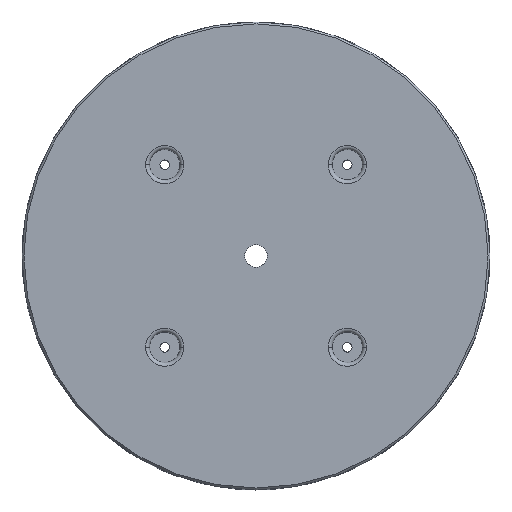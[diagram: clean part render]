
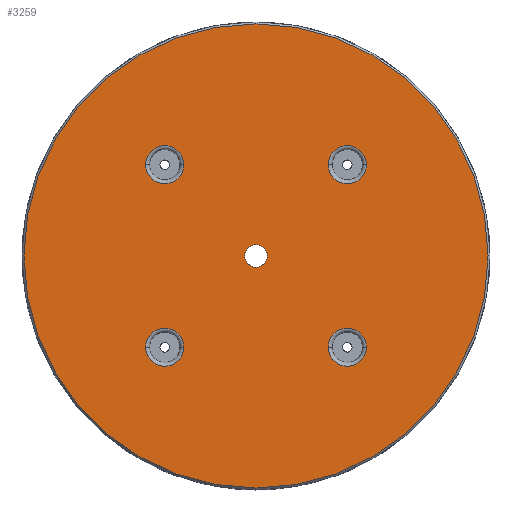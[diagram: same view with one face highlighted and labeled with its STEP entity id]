
A CAD part, top view. The second image highlights one B-rep face of the part: STEP entity #3259.
In plain terms, the highlighted planar face has unit normal (0, 0, 1).
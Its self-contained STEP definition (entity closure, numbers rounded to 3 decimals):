
#93 = CARTESIAN_POINT ( 'NONE',  ( -122., 0., 29. ) ) ;
#101 = FACE_BOUND ( 'NONE', #431, .T. ) ;
#171 = DIRECTION ( 'NONE',  ( 0., 0., -1. ) ) ;
#176 = CARTESIAN_POINT ( 'NONE',  ( 0., 0., 29. ) ) ;
#203 = DIRECTION ( 'NONE',  ( 0., 0., -1. ) ) ;
#257 = DIRECTION ( 'NONE',  ( 0., 0., 1. ) ) ;
#274 = CIRCLE ( 'NONE', #4083, 10. ) ;
#324 = FACE_BOUND ( 'NONE', #3287, .T. ) ;
#362 = CIRCLE ( 'NONE', #3419, 10. ) ;
#431 = EDGE_LOOP ( 'NONE', ( #929, #3252 ) ) ;
#444 = AXIS2_PLACEMENT_3D ( 'NONE', #176, #2117, #3731 ) ;
#479 = DIRECTION ( 'NONE',  ( 1., 0., 0. ) ) ;
#537 = DIRECTION ( 'NONE',  ( 1., 0., 0. ) ) ;
#563 = ORIENTED_EDGE ( 'NONE', *, *, #3156, .T. ) ;
#579 = CARTESIAN_POINT ( 'NONE',  ( -58., -48., 29. ) ) ;
#627 = CIRCLE ( 'NONE', #922, 10. ) ;
#674 = CIRCLE ( 'NONE', #4043, 10. ) ;
#731 = VERTEX_POINT ( 'NONE', #93 ) ;
#834 = VERTEX_POINT ( 'NONE', #850 ) ;
#850 = CARTESIAN_POINT ( 'NONE',  ( 38., -48., 29. ) ) ;
#858 = ORIENTED_EDGE ( 'NONE', *, *, #2317, .T. ) ;
#871 = ORIENTED_EDGE ( 'NONE', *, *, #1023, .T. ) ;
#917 = DIRECTION ( 'NONE',  ( 1., 0., 0. ) ) ;
#922 = AXIS2_PLACEMENT_3D ( 'NONE', #2561, #3163, #2836 ) ;
#924 = VERTEX_POINT ( 'NONE', #1454 ) ;
#929 = ORIENTED_EDGE ( 'NONE', *, *, #2564, .F. ) ;
#945 = AXIS2_PLACEMENT_3D ( 'NONE', #3369, #1723, #2421 ) ;
#957 = VERTEX_POINT ( 'NONE', #579 ) ;
#970 = VERTEX_POINT ( 'NONE', #4180 ) ;
#1023 = EDGE_CURVE ( 'NONE', #1264, #957, #1397, .T. ) ;
#1056 = CIRCLE ( 'NONE', #1968, 122. ) ;
#1156 = CARTESIAN_POINT ( 'NONE',  ( 0., 0., 29. ) ) ;
#1235 = DIRECTION ( 'NONE',  ( 0., 0., -1. ) ) ;
#1252 = DIRECTION ( 'NONE',  ( 1., 0., 0. ) ) ;
#1255 = CARTESIAN_POINT ( 'NONE',  ( -48., -48., 29. ) ) ;
#1264 = VERTEX_POINT ( 'NONE', #2203 ) ;
#1340 = CARTESIAN_POINT ( 'NONE',  ( 58., -48., 29. ) ) ;
#1343 = CARTESIAN_POINT ( 'NONE',  ( 38., 48., 29. ) ) ;
#1397 = CIRCLE ( 'NONE', #4002, 10. ) ;
#1445 = ORIENTED_EDGE ( 'NONE', *, *, #3372, .T. ) ;
#1454 = CARTESIAN_POINT ( 'NONE',  ( 6., 0., 29. ) ) ;
#1485 = CARTESIAN_POINT ( 'NONE',  ( -48., 48., 29. ) ) ;
#1563 = DIRECTION ( 'NONE',  ( 0., 0., 1. ) ) ;
#1570 = ORIENTED_EDGE ( 'NONE', *, *, #2219, .T. ) ;
#1572 = CARTESIAN_POINT ( 'NONE',  ( -48., -48., 29. ) ) ;
#1595 = DIRECTION ( 'NONE',  ( 1., 0., 0. ) ) ;
#1598 = CARTESIAN_POINT ( 'NONE',  ( 0., 0., 29. ) ) ;
#1629 = FACE_BOUND ( 'NONE', #3346, .T. ) ;
#1677 = EDGE_CURVE ( 'NONE', #834, #3627, #2559, .T. ) ;
#1723 = DIRECTION ( 'NONE',  ( 0., 0., -1. ) ) ;
#1772 = EDGE_CURVE ( 'NONE', #957, #1264, #674, .T. ) ;
#1813 = AXIS2_PLACEMENT_3D ( 'NONE', #1156, #3759, #1819 ) ;
#1819 = DIRECTION ( 'NONE',  ( 1., 0., 0. ) ) ;
#1850 = CARTESIAN_POINT ( 'NONE',  ( -58., 48., 29. ) ) ;
#1968 = AXIS2_PLACEMENT_3D ( 'NONE', #3170, #2194, #537 ) ;
#1973 = EDGE_LOOP ( 'NONE', ( #871, #4158 ) ) ;
#1987 = VERTEX_POINT ( 'NONE', #1343 ) ;
#2080 = CIRCLE ( 'NONE', #945, 10. ) ;
#2117 = DIRECTION ( 'NONE',  ( 0., 0., 1. ) ) ;
#2194 = DIRECTION ( 'NONE',  ( 0., 0., 1. ) ) ;
#2203 = CARTESIAN_POINT ( 'NONE',  ( -38., -48., 29. ) ) ;
#2219 = EDGE_CURVE ( 'NONE', #3627, #834, #362, .T. ) ;
#2221 = CARTESIAN_POINT ( 'NONE',  ( 58., 48., 29. ) ) ;
#2226 = AXIS2_PLACEMENT_3D ( 'NONE', #3077, #171, #479 ) ;
#2292 = EDGE_CURVE ( 'NONE', #3748, #924, #4023, .T. ) ;
#2303 = DIRECTION ( 'NONE',  ( 0., 0., -1. ) ) ;
#2312 = VERTEX_POINT ( 'NONE', #2221 ) ;
#2317 = EDGE_CURVE ( 'NONE', #731, #2870, #3710, .T. ) ;
#2391 = EDGE_LOOP ( 'NONE', ( #858, #1445 ) ) ;
#2418 = EDGE_LOOP ( 'NONE', ( #563, #2538 ) ) ;
#2421 = DIRECTION ( 'NONE',  ( 1., 0., 0. ) ) ;
#2520 = CARTESIAN_POINT ( 'NONE',  ( 0., 0., 29. ) ) ;
#2538 = ORIENTED_EDGE ( 'NONE', *, *, #4044, .T. ) ;
#2549 = DIRECTION ( 'NONE',  ( 1., 0., 0. ) ) ;
#2559 = CIRCLE ( 'NONE', #3896, 10. ) ;
#2561 = CARTESIAN_POINT ( 'NONE',  ( -48., 48., 29. ) ) ;
#2564 = EDGE_CURVE ( 'NONE', #924, #3748, #2890, .T. ) ;
#2572 = DIRECTION ( 'NONE',  ( 1., 0., 0. ) ) ;
#2678 = ORIENTED_EDGE ( 'NONE', *, *, #3825, .T. ) ;
#2689 = FACE_BOUND ( 'NONE', #1973, .T. ) ;
#2703 = CARTESIAN_POINT ( 'NONE',  ( -6., 0., 29. ) ) ;
#2772 = ORIENTED_EDGE ( 'NONE', *, *, #3235, .T. ) ;
#2800 = FACE_OUTER_BOUND ( 'NONE', #2391, .T. ) ;
#2828 = DIRECTION ( 'NONE',  ( 0., 0., -1. ) ) ;
#2836 = DIRECTION ( 'NONE',  ( 1., 0., 0. ) ) ;
#2870 = VERTEX_POINT ( 'NONE', #3811 ) ;
#2890 = CIRCLE ( 'NONE', #444, 6. ) ;
#3077 = CARTESIAN_POINT ( 'NONE',  ( 48., 48., 29. ) ) ;
#3156 = EDGE_CURVE ( 'NONE', #2312, #1987, #2080, .T. ) ;
#3163 = DIRECTION ( 'NONE',  ( 0., 0., -1. ) ) ;
#3170 = CARTESIAN_POINT ( 'NONE',  ( 0., 0., 29. ) ) ;
#3200 = CARTESIAN_POINT ( 'NONE',  ( 48., -48., 29. ) ) ;
#3229 = DIRECTION ( 'NONE',  ( 1., 0., 0. ) ) ;
#3235 = EDGE_CURVE ( 'NONE', #4230, #970, #274, .T. ) ;
#3252 = ORIENTED_EDGE ( 'NONE', *, *, #2292, .F. ) ;
#3259 = ADVANCED_FACE ( 'NONE', ( #324, #2689, #1629, #3603, #2800, #101 ), #4115, .T. ) ;
#3287 = EDGE_LOOP ( 'NONE', ( #2678, #2772 ) ) ;
#3346 = EDGE_LOOP ( 'NONE', ( #1570, #3819 ) ) ;
#3369 = CARTESIAN_POINT ( 'NONE',  ( 48., 48., 29. ) ) ;
#3372 = EDGE_CURVE ( 'NONE', #2870, #731, #1056, .T. ) ;
#3419 = AXIS2_PLACEMENT_3D ( 'NONE', #3850, #1235, #2572 ) ;
#3445 = DIRECTION ( 'NONE',  ( 1., 0., 0. ) ) ;
#3536 = DIRECTION ( 'NONE',  ( 0., 0., -1. ) ) ;
#3547 = AXIS2_PLACEMENT_3D ( 'NONE', #1598, #257, #917 ) ;
#3603 = FACE_BOUND ( 'NONE', #2418, .T. ) ;
#3627 = VERTEX_POINT ( 'NONE', #1340 ) ;
#3710 = CIRCLE ( 'NONE', #3826, 122. ) ;
#3731 = DIRECTION ( 'NONE',  ( 1., 0., 0. ) ) ;
#3748 = VERTEX_POINT ( 'NONE', #2703 ) ;
#3759 = DIRECTION ( 'NONE',  ( 0., 0., 1. ) ) ;
#3811 = CARTESIAN_POINT ( 'NONE',  ( 122., 0., 29. ) ) ;
#3819 = ORIENTED_EDGE ( 'NONE', *, *, #1677, .T. ) ;
#3825 = EDGE_CURVE ( 'NONE', #970, #4230, #627, .T. ) ;
#3826 = AXIS2_PLACEMENT_3D ( 'NONE', #2520, #1563, #2549 ) ;
#3850 = CARTESIAN_POINT ( 'NONE',  ( 48., -48., 29. ) ) ;
#3868 = CIRCLE ( 'NONE', #2226, 10. ) ;
#3896 = AXIS2_PLACEMENT_3D ( 'NONE', #3200, #2828, #1252 ) ;
#4002 = AXIS2_PLACEMENT_3D ( 'NONE', #1255, #3536, #1595 ) ;
#4023 = CIRCLE ( 'NONE', #3547, 6. ) ;
#4043 = AXIS2_PLACEMENT_3D ( 'NONE', #1572, #2303, #3229 ) ;
#4044 = EDGE_CURVE ( 'NONE', #1987, #2312, #3868, .T. ) ;
#4083 = AXIS2_PLACEMENT_3D ( 'NONE', #1485, #203, #3445 ) ;
#4115 = PLANE ( 'NONE',  #1813 ) ;
#4158 = ORIENTED_EDGE ( 'NONE', *, *, #1772, .T. ) ;
#4180 = CARTESIAN_POINT ( 'NONE',  ( -38., 48., 29. ) ) ;
#4230 = VERTEX_POINT ( 'NONE', #1850 ) ;
